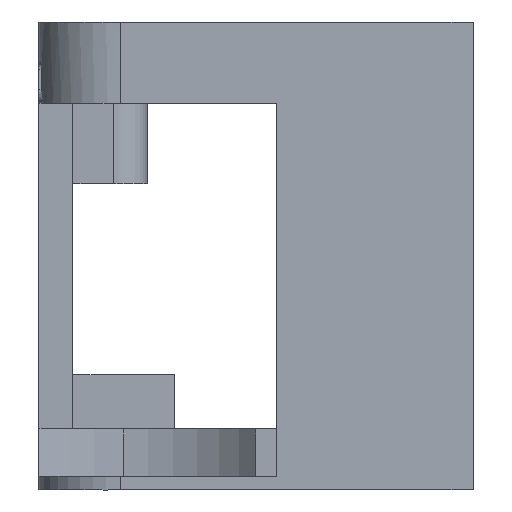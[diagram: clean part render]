
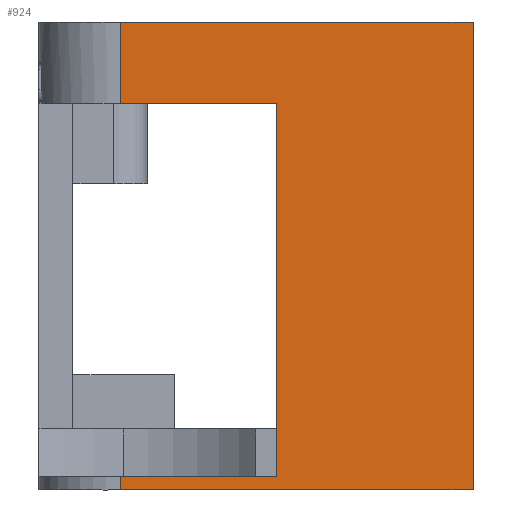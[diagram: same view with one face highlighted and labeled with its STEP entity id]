
A CAD part, front view. The second image highlights one B-rep face of the part: STEP entity #924.
In plain terms, the highlighted planar face has unit normal (0, -1, 0).
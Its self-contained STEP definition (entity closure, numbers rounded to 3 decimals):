
#91 = ORIENTED_EDGE ( 'NONE', *, *, #2303, .T. ) ;
#109 = ORIENTED_EDGE ( 'NONE', *, *, #1093, .T. ) ;
#599 = VECTOR ( 'NONE', #2982, 1000. ) ;
#608 = CARTESIAN_POINT ( 'NONE',  ( 115.25, 0., -30.25 ) ) ;
#624 = ORIENTED_EDGE ( 'NONE', *, *, #2047, .F. ) ;
#754 = LINE ( 'NONE', #1431, #3383 ) ;
#899 = EDGE_CURVE ( 'NONE', #2232, #2546, #911, .T. ) ;
#911 = LINE ( 'NONE', #2361, #599 ) ;
#923 = VERTEX_POINT ( 'NONE', #3238 ) ;
#924 = ADVANCED_FACE ( 'NONE', ( #2102 ), #1463, .T. ) ;
#928 = DIRECTION ( 'NONE',  ( 1., 0., 0. ) ) ;
#930 = ORIENTED_EDGE ( 'NONE', *, *, #1861, .T. ) ;
#1093 = EDGE_CURVE ( 'NONE', #923, #2667, #2461, .T. ) ;
#1119 = ORIENTED_EDGE ( 'NONE', *, *, #899, .T. ) ;
#1216 = CARTESIAN_POINT ( 'NONE',  ( 115.25, 0., -29.25 ) ) ;
#1273 = CARTESIAN_POINT ( 'NONE',  ( 115.25, 0., -31.25 ) ) ;
#1395 = DIRECTION ( 'NONE',  ( 0., 0., -1. ) ) ;
#1431 = CARTESIAN_POINT ( 'NONE',  ( 125.25, 0., -31.25 ) ) ;
#1463 = PLANE ( 'NONE',  #3373 ) ;
#1489 = CARTESIAN_POINT ( 'NONE',  ( 141.25, 0., 3.25 ) ) ;
#1522 = DIRECTION ( 'NONE',  ( 0., 0., -1. ) ) ;
#1562 = VECTOR ( 'NONE', #3361, 1000. ) ;
#1581 = ORIENTED_EDGE ( 'NONE', *, *, #2995, .T. ) ;
#1689 = ORIENTED_EDGE ( 'NONE', *, *, #3251, .T. ) ;
#1752 = CARTESIAN_POINT ( 'NONE',  ( 109.25, 0., -29.25 ) ) ;
#1764 = VERTEX_POINT ( 'NONE', #1273 ) ;
#1796 = CARTESIAN_POINT ( 'NONE',  ( 141.25, 0., -31.25 ) ) ;
#1819 = DIRECTION ( 'NONE',  ( -1., 0., 0. ) ) ;
#1861 = EDGE_CURVE ( 'NONE', #2667, #1876, #2005, .T. ) ;
#1876 = VERTEX_POINT ( 'NONE', #2300 ) ;
#1985 = CARTESIAN_POINT ( 'NONE',  ( 126.75, 0., -29.25 ) ) ;
#2005 = LINE ( 'NONE', #1985, #3454 ) ;
#2023 = EDGE_CURVE ( 'NONE', #1764, #2623, #754, .T. ) ;
#2047 = EDGE_CURVE ( 'NONE', #2232, #2623, #3816, .T. ) ;
#2062 = LINE ( 'NONE', #3013, #3226 ) ;
#2102 = FACE_OUTER_BOUND ( 'NONE', #2192, .T. ) ;
#2110 = CARTESIAN_POINT ( 'NONE',  ( 126.75, 0., -2.75 ) ) ;
#2173 = CARTESIAN_POINT ( 'NONE',  ( 109.25, 0., -2.75 ) ) ;
#2192 = EDGE_LOOP ( 'NONE', ( #1119, #1581, #109, #930, #1689, #91, #3100, #624 ) ) ;
#2232 = VERTEX_POINT ( 'NONE', #1489 ) ;
#2262 = VERTEX_POINT ( 'NONE', #608 ) ;
#2300 = CARTESIAN_POINT ( 'NONE',  ( 126.75, 0., -30.25 ) ) ;
#2303 = EDGE_CURVE ( 'NONE', #2262, #1764, #2745, .T. ) ;
#2336 = VECTOR ( 'NONE', #1395, 1000. ) ;
#2337 = CARTESIAN_POINT ( 'NONE',  ( 141.25, 0., -29.25 ) ) ;
#2361 = CARTESIAN_POINT ( 'NONE',  ( 109.25, 0., 3.25 ) ) ;
#2447 = VECTOR ( 'NONE', #1522, 1000. ) ;
#2461 = LINE ( 'NONE', #2173, #1562 ) ;
#2546 = VERTEX_POINT ( 'NONE', #3796 ) ;
#2562 = DIRECTION ( 'NONE',  ( 0., 0., -1. ) ) ;
#2623 = VERTEX_POINT ( 'NONE', #1796 ) ;
#2667 = VERTEX_POINT ( 'NONE', #2110 ) ;
#2745 = LINE ( 'NONE', #1216, #2447 ) ;
#2807 = DIRECTION ( 'NONE',  ( 0., 0., -1. ) ) ;
#2831 = CARTESIAN_POINT ( 'NONE',  ( 115.25, 0., -29.25 ) ) ;
#2907 = DIRECTION ( 'NONE',  ( 1., 0., 0. ) ) ;
#2982 = DIRECTION ( 'NONE',  ( -1., 0., 0. ) ) ;
#2995 = EDGE_CURVE ( 'NONE', #2546, #923, #3128, .T. ) ;
#3013 = CARTESIAN_POINT ( 'NONE',  ( 109.25, 0., -30.25 ) ) ;
#3065 = VECTOR ( 'NONE', #2807, 1000. ) ;
#3100 = ORIENTED_EDGE ( 'NONE', *, *, #2023, .T. ) ;
#3128 = LINE ( 'NONE', #2831, #3065 ) ;
#3226 = VECTOR ( 'NONE', #1819, 1000. ) ;
#3238 = CARTESIAN_POINT ( 'NONE',  ( 115.25, 0., -2.75 ) ) ;
#3251 = EDGE_CURVE ( 'NONE', #1876, #2262, #2062, .T. ) ;
#3292 = DIRECTION ( 'NONE',  ( 0., -1., 0. ) ) ;
#3361 = DIRECTION ( 'NONE',  ( 1., 0., 0. ) ) ;
#3373 = AXIS2_PLACEMENT_3D ( 'NONE', #1752, #3292, #928 ) ;
#3383 = VECTOR ( 'NONE', #2907, 1000. ) ;
#3454 = VECTOR ( 'NONE', #2562, 1000. ) ;
#3796 = CARTESIAN_POINT ( 'NONE',  ( 115.25, 0., 3.25 ) ) ;
#3816 = LINE ( 'NONE', #2337, #2336 ) ;
